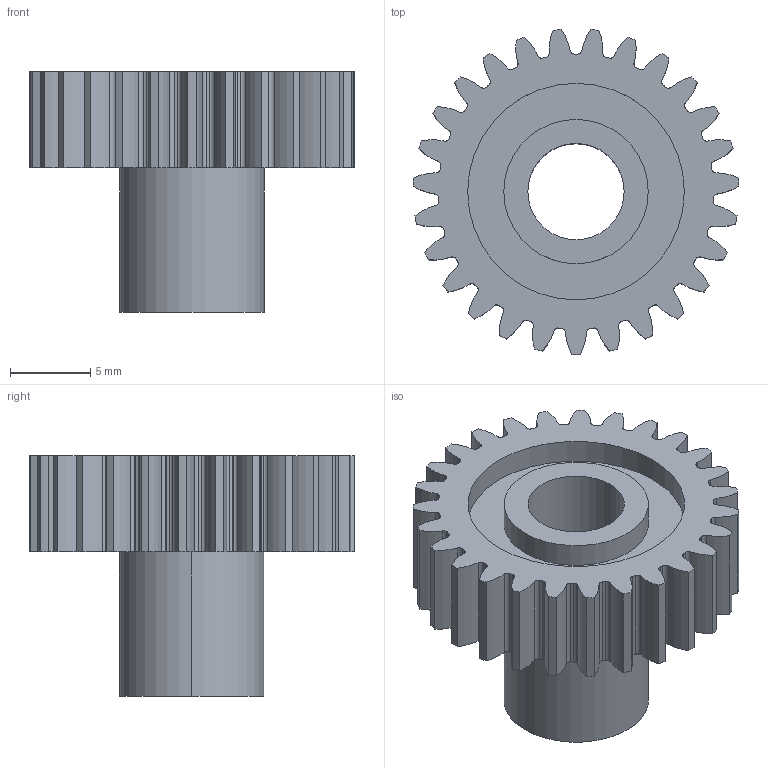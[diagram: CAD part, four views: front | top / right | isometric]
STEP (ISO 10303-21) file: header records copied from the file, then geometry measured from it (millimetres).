
FILE_DESCRIPTION (( 'STEP AP214' ), '1' );
FILE_NAME ('119-007-027.step', '2010-07-19T14:16:25', ( 'WMH Herion Antriebstechnik GmbH' ), ( 'WMH Herion Antriebstechnik GmbH' ), 'SwSTEP 2.0', 'SolidWorks 2010', '' );
FILE_SCHEMA (( 'AUTOMOTIVE_DESIGN' ));
Length unit declared in the file: millimetre
Products named in the file (1): 119-007-027
Bounding box: 20.29 x 20.26 x 15 mm (x, y, z)
Volume: 1573.2 mm3; surface area: 1949.2 mm2
Topology: 1 solids, 1 shells, 194 faces, 564 edges, 376 vertices
Faces by surface type: cylinder 188, plane 6
Entity records: 6682 total; most frequent: DIRECTION 1330, CARTESIAN_POINT 1135, ORIENTED_EDGE 1128, AXIS2_PLACEMENT_3D 571, EDGE_CURVE 564, CIRCLE 376, VERTEX_POINT 376, EDGE_LOOP 200
